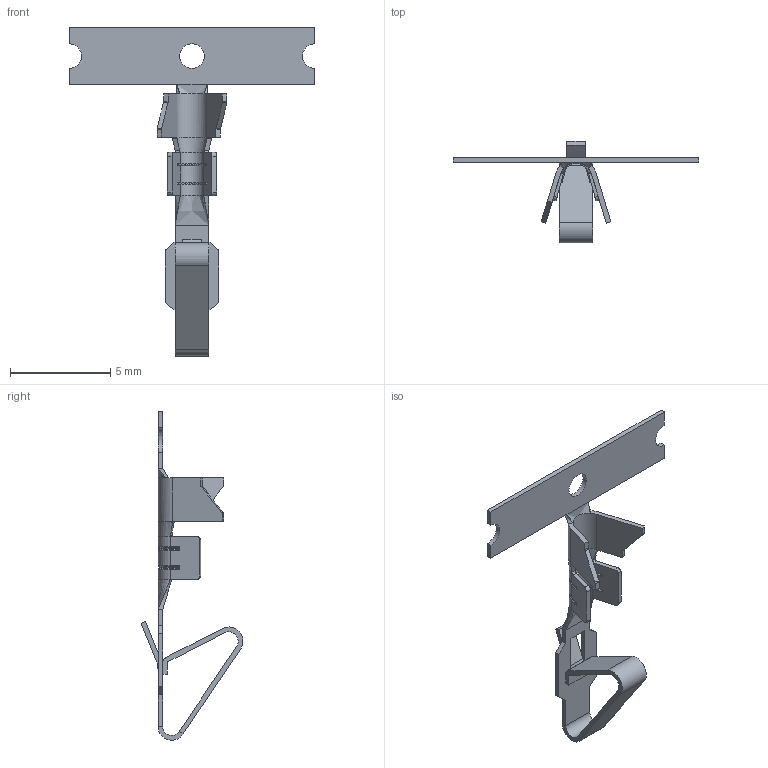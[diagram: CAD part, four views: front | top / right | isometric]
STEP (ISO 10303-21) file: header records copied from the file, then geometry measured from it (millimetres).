
FILE_DESCRIPTION( ('This file contains a STEP AP42 implementation' ,'as created by ZW3D STEP Interface translator.') ,'2;1' );
FILE_NAME( 'WF3961-TPSN01.stp' ,'231017.105650', (''), ('ZWCAD Software Co.'), 'Version 1.0', 'ZW3D to STEP translator', '' );
FILE_SCHEMA(('AUTOMOTIVE_DESIGN { 1 0 10303 214 1 1 1 1 }'));
Length unit declared in the file: millimetre
Products named in the file (2): 0; WF3961-TPSN01
Bounding box: 12.22 x 5.07 x 16.35 mm (x, y, z)
Volume: 22.2 mm3; surface area: 214.5 mm2
Topology: 1 solids, 1 shells, 159 faces, 401 edges, 242 vertices
Faces by surface type: plane 66, cylinder 65, bspline 16, torus 12
Full cylindrical faces by diameter (mm): 1.222 x1
Entity records: 5018 total; most frequent: CARTESIAN_POINT 1079, ORIENTED_EDGE 802, DIRECTION 747, EDGE_CURVE 401, VECTOR 275, LINE 275, VERTEX_POINT 242, AXIS2_PLACEMENT_3D 236
